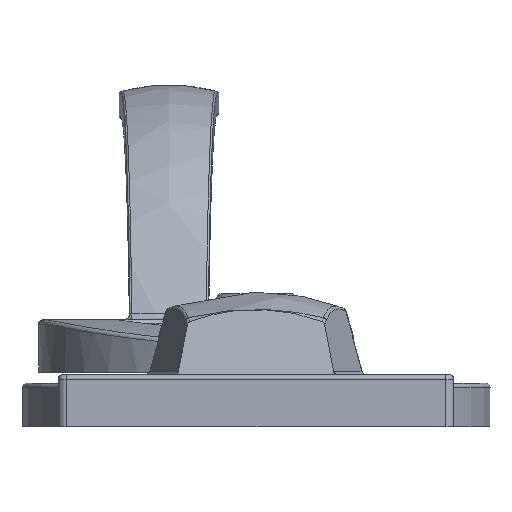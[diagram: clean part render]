
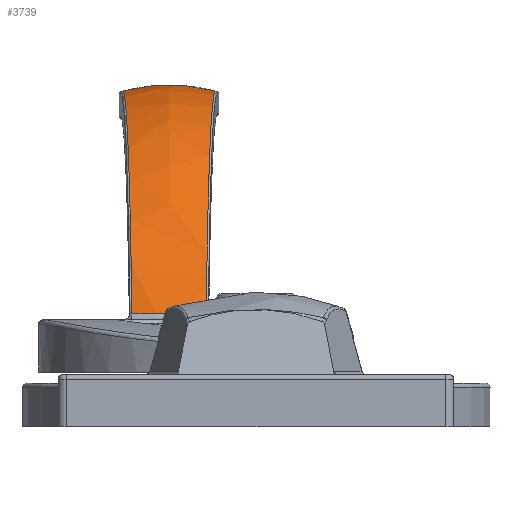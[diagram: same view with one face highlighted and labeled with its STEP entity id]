
A CAD part, left-side view. The second image highlights one B-rep face of the part: STEP entity #3739.
In plain terms, the highlighted free-form (B-spline) face has degree [2, 2] with [3, 5] control points.
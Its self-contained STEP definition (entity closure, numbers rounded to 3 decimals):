
#59=ELLIPSE('',#4180,20.505,20.071);
#110=(
BOUNDED_SURFACE()
B_SPLINE_SURFACE(2,2,((#8010,#8011,#8012,#8013,#8014),(#8015,#8016,#8017,
#8018,#8019),(#8020,#8021,#8022,#8023,#8024)),.UNSPECIFIED.,.F.,.F.,.F.)
B_SPLINE_SURFACE_WITH_KNOTS((3,3),(3,2,3),(2.507,3.142),
(0.,0.934,1.868),.UNSPECIFIED.)
GEOMETRIC_REPRESENTATION_ITEM()
RATIONAL_B_SPLINE_SURFACE(((1.,0.893,1.,0.893,1.),
(0.95,0.848,0.95,0.848,
0.95),(1.,0.893,1.,0.893,1.)))
REPRESENTATION_ITEM('')
SURFACE()
);
#138=B_SPLINE_CURVE_WITH_KNOTS('',3,(#6656,#6657,#6658,#6659),
 .UNSPECIFIED.,.F.,.F.,(4,4),(0.,0.906),.UNSPECIFIED.);
#149=B_SPLINE_CURVE_WITH_KNOTS('',3,(#6884,#6885,#6886,#6887,#6888,#6889),
 .UNSPECIFIED.,.F.,.F.,(4,1,1,4),(0.,2.002,3.337,
4.672),.UNSPECIFIED.);
#167=B_SPLINE_CURVE_WITH_KNOTS('',3,(#7257,#7258,#7259,#7260,#7261,#7262),
 .UNSPECIFIED.,.F.,.F.,(4,1,1,4),(0.072,2.074,3.409,
4.743),.UNSPECIFIED.);
#1054=FACE_OUTER_BOUND('',#1344,.T.);
#1344=EDGE_LOOP('',(#3441,#3442,#3443,#3444));
#1829=VERTEX_POINT('',#6626);
#1831=VERTEX_POINT('',#6654);
#1840=VERTEX_POINT('',#6882);
#1875=VERTEX_POINT('',#7256);
#2284=EDGE_CURVE('',#1831,#1829,#138,.T.);
#2300=EDGE_CURVE('',#1840,#1831,#149,.T.);
#2346=EDGE_CURVE('',#1829,#1875,#167,.T.);
#2452=EDGE_CURVE('',#1875,#1840,#59,.F.);
#3441=ORIENTED_EDGE('',*,*,#2284,.F.);
#3442=ORIENTED_EDGE('',*,*,#2300,.F.);
#3443=ORIENTED_EDGE('',*,*,#2452,.F.);
#3444=ORIENTED_EDGE('',*,*,#2346,.F.);
#3739=ADVANCED_FACE('',(#1054),#110,.F.);
#4180=AXIS2_PLACEMENT_3D('',#8025,#5233,#5234);
#5233=DIRECTION('center_axis',(-1.,0.,0.));
#5234=DIRECTION('ref_axis',(0.,1.,0.));
#6626=CARTESIAN_POINT('',(22.189,14.289,6.692));
#6654=CARTESIAN_POINT('',(22.184,5.711,6.692));
#6656=CARTESIAN_POINT('Ctrl Pts',(22.184,5.711,6.692));
#6657=CARTESIAN_POINT('Ctrl Pts',(21.564,8.526,6.688));
#6658=CARTESIAN_POINT('Ctrl Pts',(21.565,11.475,6.688));
#6659=CARTESIAN_POINT('Ctrl Pts',(22.189,14.289,6.692));
#6882=CARTESIAN_POINT('',(58.,4.687,32.317));
#6884=CARTESIAN_POINT('Ctrl Pts',(58.,4.687,32.317));
#6885=CARTESIAN_POINT('Ctrl Pts',(51.277,4.879,32.368));
#6886=CARTESIAN_POINT('Ctrl Pts',(40.062,5.2,29.356));
#6887=CARTESIAN_POINT('Ctrl Pts',(27.981,5.546,18.934));
#6888=CARTESIAN_POINT('Ctrl Pts',(23.602,5.671,10.946));
#6889=CARTESIAN_POINT('Ctrl Pts',(22.184,5.711,6.692));
#7256=CARTESIAN_POINT('',(58.,15.313,32.312));
#7257=CARTESIAN_POINT('Ctrl Pts',(22.189,14.289,6.692));
#7258=CARTESIAN_POINT('Ctrl Pts',(24.316,14.35,13.072));
#7259=CARTESIAN_POINT('Ctrl Pts',(30.788,14.535,22.714));
#7260=CARTESIAN_POINT('Ctrl Pts',(44.548,14.928,30.783));
#7261=CARTESIAN_POINT('Ctrl Pts',(53.518,15.185,32.346));
#7262=CARTESIAN_POINT('Ctrl Pts',(58.,15.313,32.312));
#8010=CARTESIAN_POINT('Ctrl Pts',(22.5,3.74,6.));
#8011=CARTESIAN_POINT('Ctrl Pts',(28.132,3.74,23.897));
#8012=CARTESIAN_POINT('Ctrl Pts',(45.869,3.74,30.012));
#8013=CARTESIAN_POINT('Ctrl Pts',(63.607,3.74,36.128));
#8014=CARTESIAN_POINT('Ctrl Pts',(79.072,3.74,25.505));
#8015=CARTESIAN_POINT('Ctrl Pts',(20.447,9.99,6.));
#8016=CARTESIAN_POINT('Ctrl Pts',(26.079,9.99,24.932));
#8017=CARTESIAN_POINT('Ctrl Pts',(44.649,9.99,31.663));
#8018=CARTESIAN_POINT('Ctrl Pts',(63.218,9.99,38.393));
#8019=CARTESIAN_POINT('Ctrl Pts',(79.672,9.99,27.468));
#8020=CARTESIAN_POINT('Ctrl Pts',(22.5,16.24,6.));
#8021=CARTESIAN_POINT('Ctrl Pts',(28.132,16.24,23.897));
#8022=CARTESIAN_POINT('Ctrl Pts',(45.869,16.24,30.012));
#8023=CARTESIAN_POINT('Ctrl Pts',(63.607,16.24,36.128));
#8024=CARTESIAN_POINT('Ctrl Pts',(79.072,16.24,25.505));
#8025=CARTESIAN_POINT('Origin',(58.,9.99,12.929));
